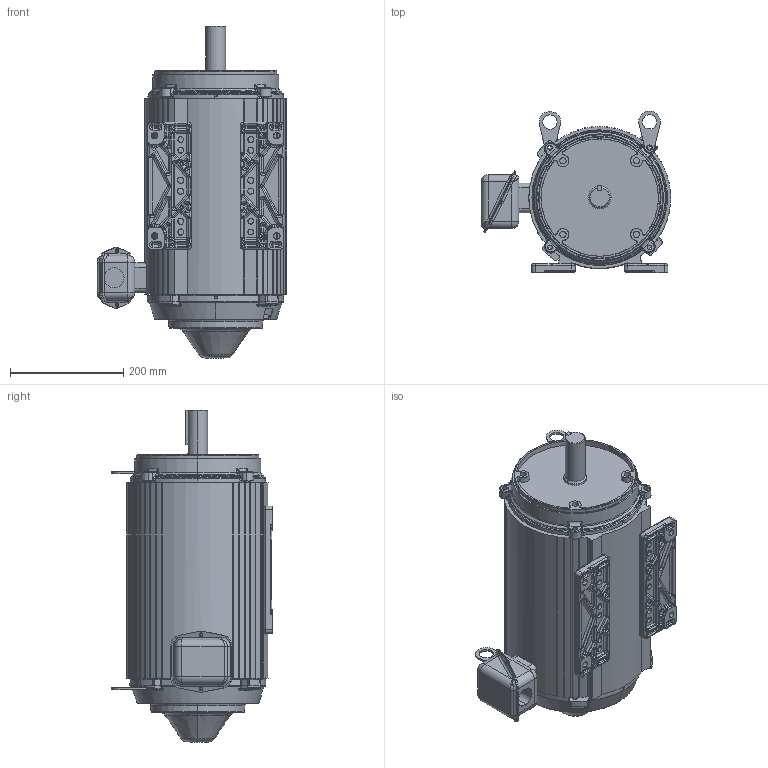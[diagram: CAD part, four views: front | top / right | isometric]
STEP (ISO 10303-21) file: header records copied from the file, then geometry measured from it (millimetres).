
FILE_DESCRIPTION (( 'STEP AP214' ), '1' );
FILE_NAME ('UN10T2BC b fxt.STEP', '2023-01-24T00:24:00', ( '' ), ( '' ), 'SwSTEP 2.0', 'SolidWorks 2021', '' );
FILE_SCHEMA (( 'AUTOMOTIVE_DESIGN' ));
Length unit declared in the file: inch
Products named in the file (1): UN10T2BC b fxt
Bounding box: 335.92 x 285.94 x 587.11 mm (x, y, z)
Volume: 21462345.5 mm3; surface area: 797825.9 mm2
Topology: 5 solids, 15 shells, 2382 faces, 5848 edges, 3505 vertices
Faces by surface type: cylinder 756, bspline 661, plane 445, cone 219, torus 169, sphere 132
Entity records: 122965 total; most frequent: CARTESIAN_POINT 74350, ORIENTED_EDGE 11618, DIRECTION 8162, EDGE_CURVE 5809, VERTEX_POINT 3505, AXIS2_PLACEMENT_3D 3212, EDGE_LOOP 2488, ADVANCED_FACE 2382
